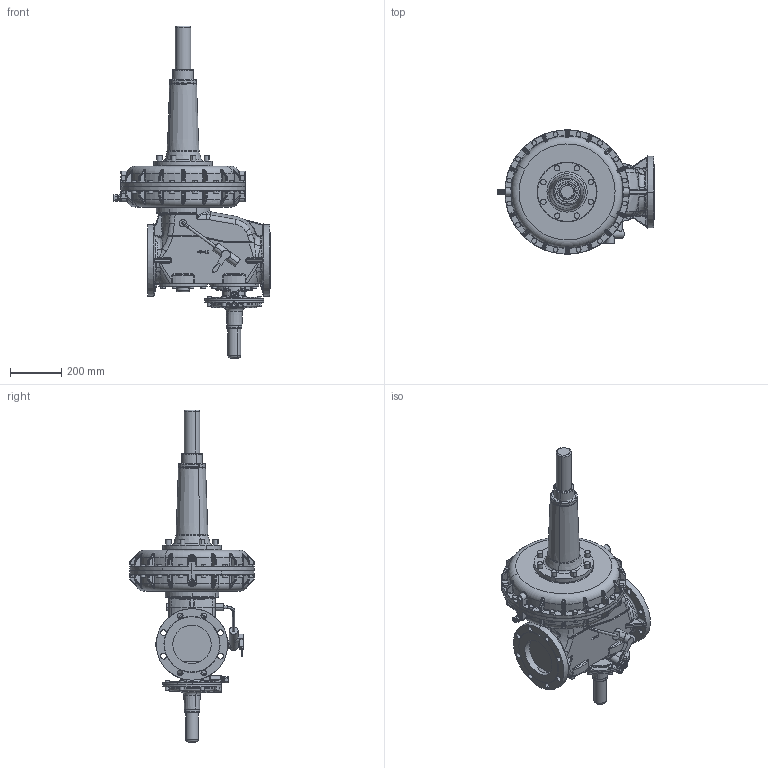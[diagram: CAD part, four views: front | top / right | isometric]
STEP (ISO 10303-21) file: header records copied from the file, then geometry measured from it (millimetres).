
FILE_DESCRIPTION(('CATIA V5 STEP Exchange'),'2;1');
FILE_NAME('RS250 DN150 485-HDS links ANSI.stp','2023-04-28T07:38:57+00:00',('none'),('none'),'CATIA Version 5-6 Release 2018 SP2','CATIA V5 STEP AP203','none');
FILE_SCHEMA(('CONFIG_CONTROL_DESIGN'));
Products named in the file (1): Product1
Assembly tree (3 placements, depth 2):
  Product1
    #57
    #122804
    #123664
Bounding box: 610.3 x 485 x 1296 mm (x, y, z)
Volume: 55750741.9 mm3; surface area: 1774062.9 mm2
Topology: 4 solids, 36 shells, 2614 faces, 6291 edges, 3677 vertices
Faces by surface type: cylinder 982, bspline 548, torus 468, plane 414, cone 132, revolution 52, sphere 14, extrusion 4
Entity records: 125779 total; most frequent: CARTESIAN_POINT 75959, ORIENTED_EDGE 12192, DIRECTION 6379, EDGE_CURVE 6096, VERTEX_POINT 3677, AXIS2_PLACEMENT_3D 3607, EDGE_LOOP 2785, ADVANCED_FACE 2614
